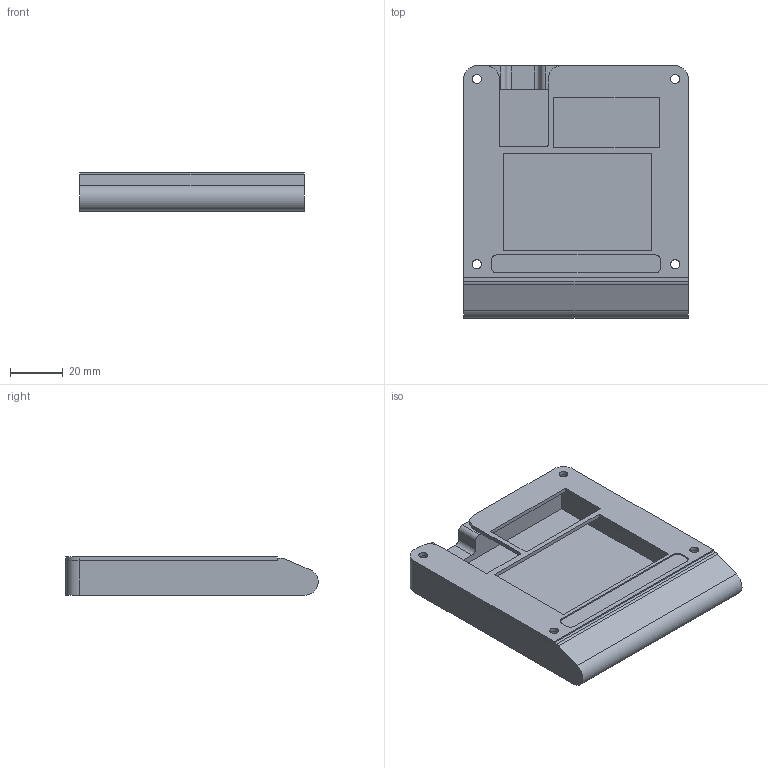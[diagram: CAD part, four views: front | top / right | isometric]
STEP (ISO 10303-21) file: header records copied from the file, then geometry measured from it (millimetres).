
FILE_DESCRIPTION(/* description */ (''),/* implementation_level */ '2;1');
FILE_NAME(/* name */ 'cyberpad main case.step',/* time_stamp */ '2025-11-30T12:02:40+11:00',/* author */ (''),/* organization */ (''),/* preprocessor_version */ 'ST-DEVELOPER v20.1',/* originating_system */ 'Autodesk Translation Framework v14.21.0.0',/* authorisation */ '');
FILE_SCHEMA (('AUTOMOTIVE_DESIGN { 1 0 10303 214 3 1 1 }'));
Length unit declared in the file: millimetre
Products named in the file (2): cyberpad-big holes; cyberpad top plate v8
Assembly tree (1 placements, depth 2):
  cyberpad-big holes
    cyberpad top plate v8
Bounding box: 85 x 95.41 x 14.5 mm (x, y, z)
Volume: 59798.5 mm3; surface area: 31398.7 mm2
Topology: 2 solids, 2 shells, 243 faces, 663 edges, 442 vertices
Faces by surface type: bspline 118, plane 95, cylinder 30
Full cylindrical faces by diameter (mm): 3.4 x8, 6 x4
Entity records: 8851 total; most frequent: CARTESIAN_POINT 3357, ORIENTED_EDGE 1326, DIRECTION 743, EDGE_CURVE 663, VERTEX_POINT 442, LINE 367, VECTOR 367, EDGE_LOOP 281
